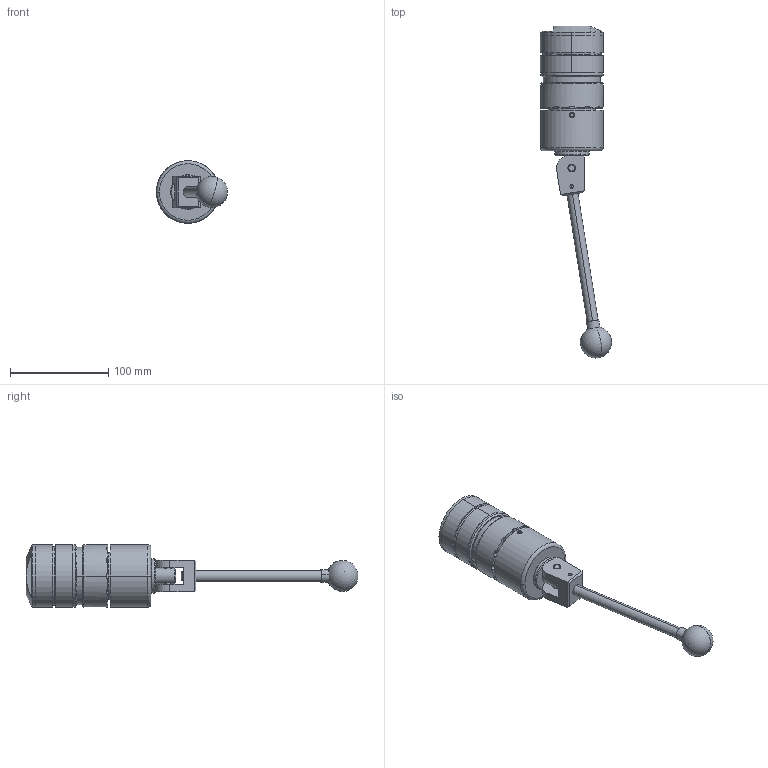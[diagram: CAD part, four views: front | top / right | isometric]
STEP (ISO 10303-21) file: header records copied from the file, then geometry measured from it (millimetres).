
FILE_DESCRIPTION (( 'STEP AP214' ), '1' );
FILE_NAME ('CTSC-003648.STEP', '2025-06-01T18:19:11', ( '' ), ( '' ), 'SwSTEP 2.0', 'SolidWorks 2023', '' );
FILE_SCHEMA (( 'AUTOMOTIVE_DESIGN' ));
Length unit declared in the file: inch
Products named in the file (1): CTSC-003648
Bounding box: 72.19 x 337.12 x 63.63 mm (x, y, z)
Volume: 424415.7 mm3; surface area: 90119.8 mm2
Topology: 11 solids, 12 shells, 279 faces, 666 edges, 416 vertices
Faces by surface type: cylinder 110, plane 97, cone 47, torus 20, bspline 3, sphere 2
Entity records: 13173 total; most frequent: CARTESIAN_POINT 3093, DIRECTION 1365, ORIENTED_EDGE 1310, EDGE_CURVE 655, AXIS2_PLACEMENT_3D 562, VERTEX_POINT 412, EDGE_LOOP 313, CIRCLE 286
